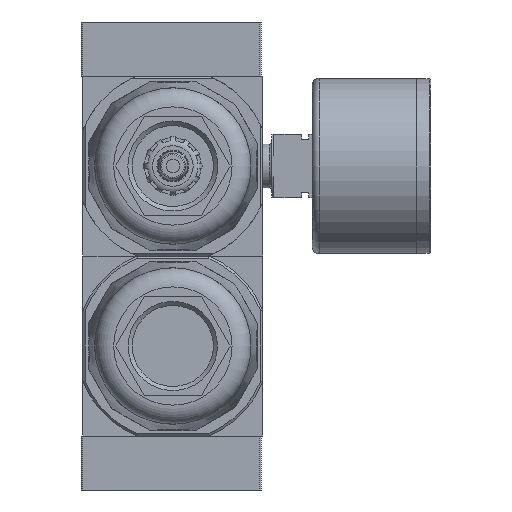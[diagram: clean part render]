
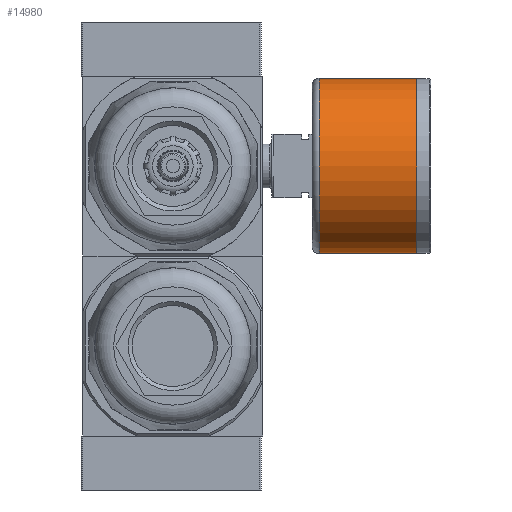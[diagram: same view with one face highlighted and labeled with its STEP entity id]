
A CAD part, front view. The second image highlights one B-rep face of the part: STEP entity #14980.
In plain terms, the highlighted cylindrical face has radius 19.5 mm (diameter 39 mm), a full revolution.
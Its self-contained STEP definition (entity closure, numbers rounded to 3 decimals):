
#797=CYLINDRICAL_SURFACE('',#20623,19.5);
#1313=CIRCLE('',#20622,19.5);
#1314=CIRCLE('',#20624,19.5);
#3806=ORIENTED_EDGE('',*,*,#7161,.F.);
#3807=ORIENTED_EDGE('',*,*,#7162,.T.);
#7161=EDGE_CURVE('',#9042,#9042,#1313,.T.);
#7162=EDGE_CURVE('',#9043,#9043,#1314,.T.);
#9042=VERTEX_POINT('',#28682);
#9043=VERTEX_POINT('',#28685);
#12371=EDGE_LOOP('',(#3806));
#12372=EDGE_LOOP('',(#3807));
#13508=FACE_BOUND('',#12371,.T.);
#13509=FACE_BOUND('',#12372,.T.);
#14980=ADVANCED_FACE('',(#13508,#13509),#797,.T.);
#20622=AXIS2_PLACEMENT_3D('',#28681,#23702,#23703);
#20623=AXIS2_PLACEMENT_3D('',#28683,#23704,#23705);
#20624=AXIS2_PLACEMENT_3D('',#28684,#23706,#23707);
#23702=DIRECTION('',(1.,0.,0.));
#23703=DIRECTION('',(0.,0.,-1.));
#23704=DIRECTION('',(1.,0.,0.));
#23705=DIRECTION('',(0.,0.,-1.));
#23706=DIRECTION('',(1.,0.,0.));
#23707=DIRECTION('',(0.,0.,-1.));
#28681=CARTESIAN_POINT('',(-3.2,0.,0.));
#28682=CARTESIAN_POINT('',(-3.2,0.,-19.5));
#28683=CARTESIAN_POINT('',(0.,0.,0.));
#28684=CARTESIAN_POINT('',(-24.85,0.,0.));
#28685=CARTESIAN_POINT('',(-24.85,0.,-19.5));
